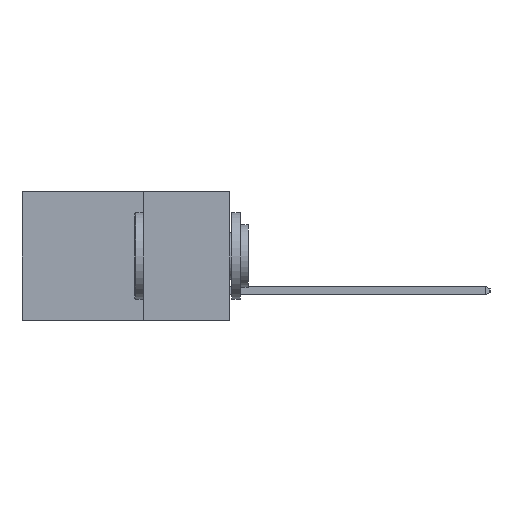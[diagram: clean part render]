
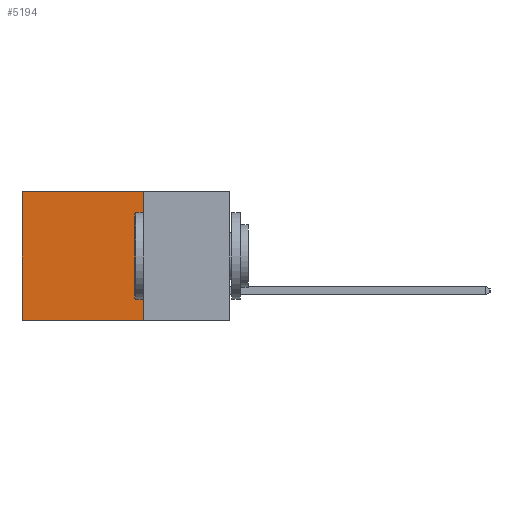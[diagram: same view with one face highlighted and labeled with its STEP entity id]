
A CAD part, left-side view. The second image highlights one B-rep face of the part: STEP entity #5194.
In plain terms, the highlighted planar face has unit normal (-1, 0, 0).
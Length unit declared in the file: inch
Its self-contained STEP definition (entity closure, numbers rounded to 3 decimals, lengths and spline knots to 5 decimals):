
#720 = DIRECTION ( 'NONE',  ( 0., 1., 0. ) ) ;
#749 = FACE_OUTER_BOUND ( 'NONE', #2898, .T. ) ;
#1251 = CARTESIAN_POINT ( 'NONE',  ( 0.2615, 0.25, 0. ) ) ;
#1546 = EDGE_CURVE ( 'NONE', #1774, #16416, #16771, .T. ) ;
#1774 = VERTEX_POINT ( 'NONE', #17179 ) ;
#1899 = VECTOR ( 'NONE', #720, 39.37008 ) ;
#2541 = ORIENTED_EDGE ( 'NONE', *, *, #1546, .T. ) ;
#2898 = EDGE_LOOP ( 'NONE', ( #14591, #4458, #4942, #2541 ) ) ;
#2899 = LINE ( 'NONE', #8786, #7426 ) ;
#3849 = VERTEX_POINT ( 'NONE', #7221 ) ;
#4458 = ORIENTED_EDGE ( 'NONE', *, *, #6867, .F. ) ;
#4527 = LINE ( 'NONE', #13800, #7621 ) ;
#4942 = ORIENTED_EDGE ( 'NONE', *, *, #13765, .F. ) ;
#5194 = ADVANCED_FACE ( 'NONE', ( #749 ), #8668, .F. ) ;
#6867 = EDGE_CURVE ( 'NONE', #10150, #3849, #4527, .T. ) ;
#7221 = CARTESIAN_POINT ( 'NONE',  ( 0.2615, 0.6, -0.37 ) ) ;
#7426 = VECTOR ( 'NONE', #8685, 39.37008 ) ;
#7609 = LINE ( 'NONE', #14087, #18226 ) ;
#7621 = VECTOR ( 'NONE', #15214, 39.37008 ) ;
#8103 = DIRECTION ( 'NONE',  ( 0., 0., -1. ) ) ;
#8390 = DIRECTION ( 'NONE',  ( 1., 0., 0. ) ) ;
#8413 = CARTESIAN_POINT ( 'NONE',  ( 0.2615, 0.25, -0.37 ) ) ;
#8668 = PLANE ( 'NONE',  #17694 ) ;
#8685 = DIRECTION ( 'NONE',  ( 0., 0., -1. ) ) ;
#8786 = CARTESIAN_POINT ( 'NONE',  ( 0.2615, 0.25, -0.37 ) ) ;
#10150 = VERTEX_POINT ( 'NONE', #17980 ) ;
#13765 = EDGE_CURVE ( 'NONE', #1774, #10150, #2899, .T. ) ;
#13800 = CARTESIAN_POINT ( 'NONE',  ( 0.2615, 0.25, -0.37 ) ) ;
#14087 = CARTESIAN_POINT ( 'NONE',  ( 0.2615, 0.6, -0.37 ) ) ;
#14591 = ORIENTED_EDGE ( 'NONE', *, *, #14808, .T. ) ;
#14808 = EDGE_CURVE ( 'NONE', #16416, #3849, #7609, .T. ) ;
#15214 = DIRECTION ( 'NONE',  ( 0., 1., 0. ) ) ;
#15372 = CARTESIAN_POINT ( 'NONE',  ( 0.2615, 0.6, 0. ) ) ;
#15480 = DIRECTION ( 'NONE',  ( 0., 0., -1. ) ) ;
#16416 = VERTEX_POINT ( 'NONE', #15372 ) ;
#16771 = LINE ( 'NONE', #1251, #1899 ) ;
#17179 = CARTESIAN_POINT ( 'NONE',  ( 0.2615, 0.25, 0. ) ) ;
#17694 = AXIS2_PLACEMENT_3D ( 'NONE', #8413, #8390, #8103 ) ;
#17980 = CARTESIAN_POINT ( 'NONE',  ( 0.2615, 0.25, -0.37 ) ) ;
#18226 = VECTOR ( 'NONE', #15480, 39.37008 ) ;
